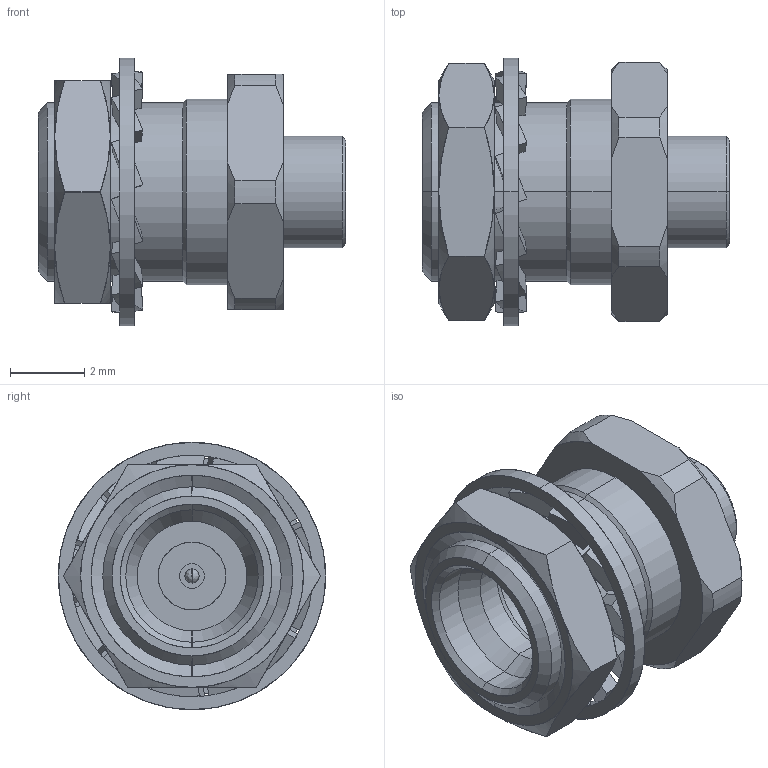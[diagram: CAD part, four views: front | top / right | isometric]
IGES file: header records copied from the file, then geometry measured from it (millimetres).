
Start section: SolidWorks IGES file using analytic representation for surfaces
Global section: file name: R222.302.002C.IGS; native system: SolidWorks 2014; preprocessor: SolidWorks 2014; author: BERTHET_V; date: 140915.134539; units: millimetre
Bounding box: 8.29 x 7.2 x 7.2 mm (x, y, z)
Surface area: 337.9 mm2 (no closed solid volume)
Topology: 0 solids, 0 shells, 247 faces, 1964 edges, 1964 vertices
Faces by surface type: revolution 165, bspline 82
